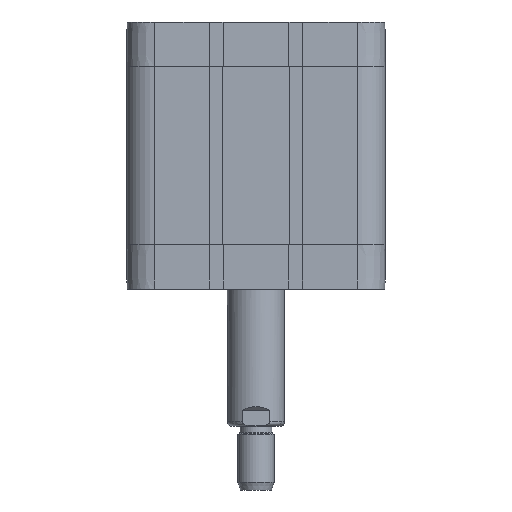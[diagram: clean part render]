
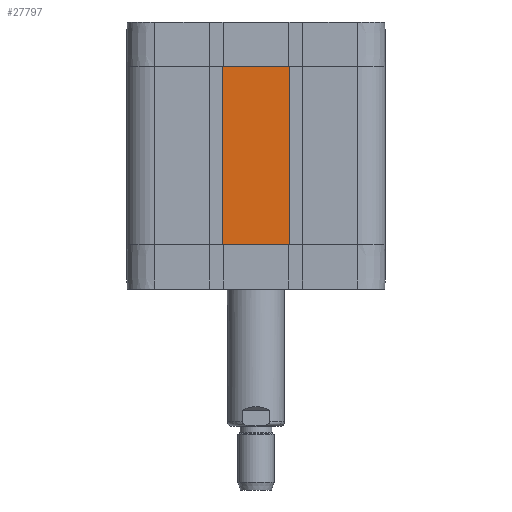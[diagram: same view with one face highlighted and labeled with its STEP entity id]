
A CAD part, left-side view. The second image highlights one B-rep face of the part: STEP entity #27797.
In plain terms, the highlighted planar face has unit normal (-1, 0, 0).
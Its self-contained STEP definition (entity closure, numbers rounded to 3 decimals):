
#4334=LINE($,#53350,#6431);
#4384=LINE($,#53537,#6481);
#4421=LINE($,#53673,#6518);
#4430=LINE($,#53688,#6527);
#6431=VECTOR($,#32209,2.9);
#6481=VECTOR($,#32373,2.9);
#6518=VECTOR($,#32482,7.8);
#6527=VECTOR($,#32503,7.8);
#8207=FACE_OUTER_BOUND($,#9875,.T.);
#9875=EDGE_LOOP($,(#24164,#24165,#24166,#24167));
#12912=VERTEX_POINT($,#53347);
#12913=VERTEX_POINT($,#53349);
#12992=VERTEX_POINT($,#53534);
#12993=VERTEX_POINT($,#53536);
#16703=EDGE_CURVE($,#12913,#12912,#4334,.T.);
#16796=EDGE_CURVE($,#12993,#12992,#4384,.T.);
#16866=EDGE_CURVE($,#12913,#12992,#4421,.T.);
#16875=EDGE_CURVE($,#12993,#12912,#4430,.T.);
#24164=ORIENTED_EDGE($,*,*,#16866,.F.);
#24165=ORIENTED_EDGE($,*,*,#16703,.T.);
#24166=ORIENTED_EDGE($,*,*,#16875,.F.);
#24167=ORIENTED_EDGE($,*,*,#16796,.T.);
#26467=PLANE($,#28953);
#27797=ADVANCED_FACE($,(#8207),#26467,.T.);
#28953=AXIS2_PLACEMENT_3D($,#53713,#32540,#32541);
#32209=DIRECTION($,(0.,-1.,0.));
#32373=DIRECTION($,(0.,1.,0.));
#32482=DIRECTION($,(0.,0.,1.));
#32503=DIRECTION($,(0.,0.,-1.));
#32540=DIRECTION('center_axis',(-1.,0.,0.));
#32541=DIRECTION('ref_axis',(0.,0.,1.));
#53347=CARTESIAN_POINT('',(-5.675,-1.45,0.));
#53349=CARTESIAN_POINT('',(-5.675,1.45,0.));
#53350=CARTESIAN_POINT($,(-5.675,1.45,0.));
#53534=CARTESIAN_POINT('',(-5.675,1.45,7.8));
#53536=CARTESIAN_POINT('',(-5.675,-1.45,7.8));
#53537=CARTESIAN_POINT($,(-5.675,-1.45,7.8));
#53673=CARTESIAN_POINT($,(-5.675,1.45,0.));
#53688=CARTESIAN_POINT($,(-5.675,-1.45,7.8));
#53713=CARTESIAN_POINT('Origin',(-5.675,-5.675,81.4));
